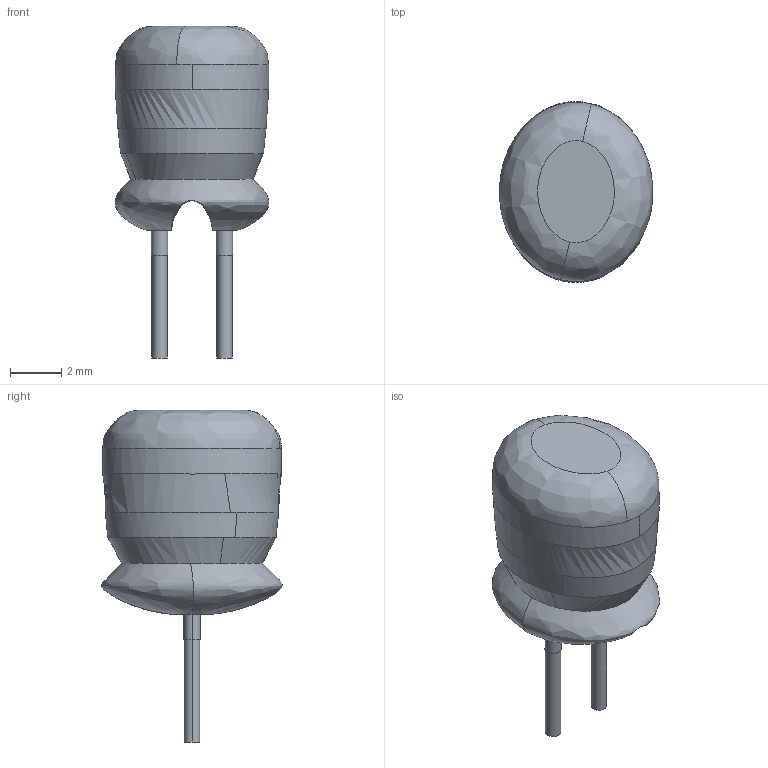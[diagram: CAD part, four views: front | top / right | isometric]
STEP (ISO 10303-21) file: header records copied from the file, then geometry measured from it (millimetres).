
FILE_DESCRIPTION (( 'STEP AP214' ), '1' );
FILE_NAME ('RES-TH_L6.0-W7.0-H8.0-P2.54-D0.6.step', '2022-07-28T10:08:24', ( '' ), ( '' ), 'SwSTEP 2.0', 'SolidWorks 2020', '' );
FILE_SCHEMA (( 'AUTOMOTIVE_DESIGN' ));
Length unit declared in the file: millimetre
Products named in the file (1): RES-TH_L6.0-W7.0-H8.0-P2.54-D0.6
Bounding box: 6.01 x 7.08 x 13 mm (x, y, z)
Volume: 221.7 mm3; surface area: 227.5 mm2
Topology: 1 solids, 1 shells, 245 faces, 666 edges, 446 vertices
Faces by surface type: bspline 131, plane 106, cylinder 8
Entity records: 21603 total; most frequent: CARTESIAN_POINT 13929, ORIENTED_EDGE 1332, EDGE_CURVE 666, DIRECTION 474, VERTEX_POINT 446, B_SPLINE_CURVE_WITH_KNOTS 436, EDGE_LOOP 268, UNCERTAINTY_MEASURE_WITH_UNIT 248
